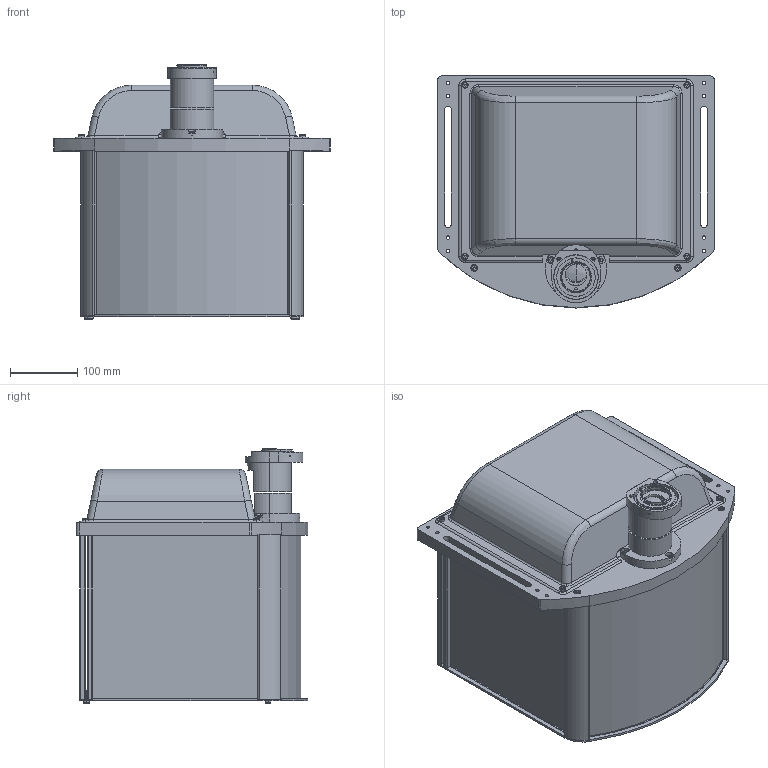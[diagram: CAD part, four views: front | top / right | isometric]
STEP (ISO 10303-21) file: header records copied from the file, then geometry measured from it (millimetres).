
FILE_DESCRIPTION (( 'STEP AP203' ), '1' );
FILE_NAME ('TCCP5MHR192.step', '2019-01-29T09:13:06', ( '' ), ( '' ), 'SwSTEP 2.0', 'SolidWorks 2018', '' );
FILE_SCHEMA (( 'CONFIG_CONTROL_DESIGN' ));
Length unit declared in the file: millimetre
Products named in the file (1): TCCP5MHR192
Bounding box: 410.34 x 344.11 x 377.93 mm (x, y, z)
Surface area: 835880.5 mm2 (no closed solid volume)
Topology: 0 solids, 56 shells, 486 faces, 2039 edges, 1591 vertices
Faces by surface type: cylinder 228, plane 195, torus 26, cone 23, bspline 12, sphere 2
Entity records: 22023 total; most frequent: CARTESIAN_POINT 4870, DIRECTION 3818, ORIENTED_EDGE 2918, EDGE_CURVE 2033, VERTEX_POINT 1591, AXIS2_PLACEMENT_3D 1383, VECTOR 1052, LINE 1052
